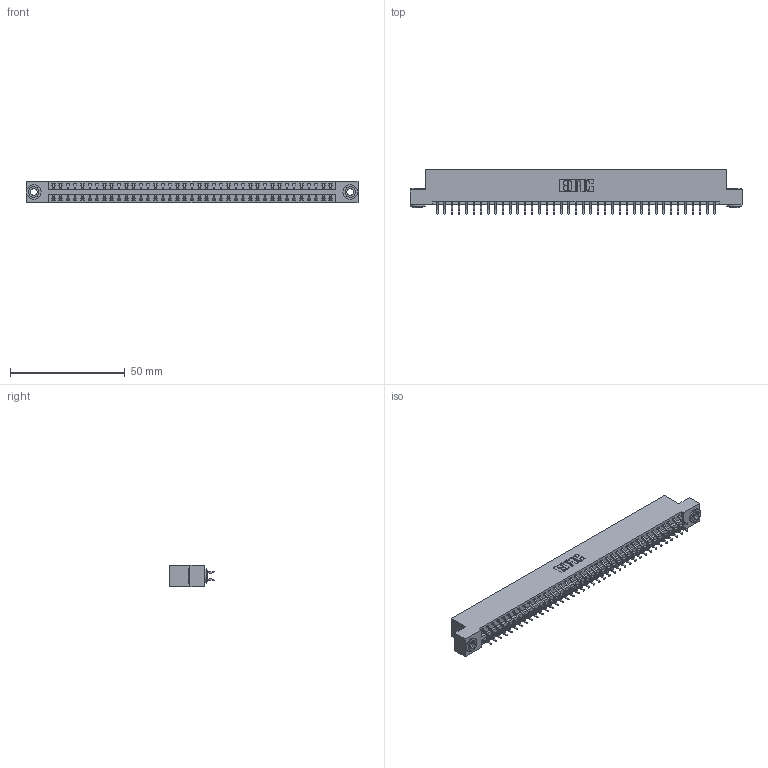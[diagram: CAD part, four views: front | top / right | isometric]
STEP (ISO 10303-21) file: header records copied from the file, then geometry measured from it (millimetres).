
FILE_DESCRIPTION (( 'STEP AP203' ), '1' );
FILE_NAME ('346-078-556-203.STEP', '2022-05-25T14:29:19', ( '' ), ( '' ), 'SwSTEP 2.0', 'SolidWorks 2020', '' );
FILE_SCHEMA (( 'CONFIG_CONTROL_DESIGN' ));
Length unit declared in the file: inch
Products named in the file (4): 346 Part_Flush Mounting Lugs - 0.156 Dia-TH; 345-292-001_556 Tail; 346-078-556-203; 345-250-002_345-250-002-102
Assembly tree (81 placements, depth 2):
  346-078-556-203
    346 Part_Flush Mounting Lugs - 0.156 Dia-TH
    345-292-001_556 Tail  x78
    345-250-002_345-250-002-102  x2
Bounding box: 144.4 x 19.57 x 9.4 mm (x, y, z)
Volume: 14055.6 mm3; surface area: 19449.5 mm2
Topology: 81 solids, 81 shells, 4698 faces, 13935 edges, 9182 vertices
Faces by surface type: plane 3142, cylinder 1548, cone 8
Entity records: 27142 total; most frequent: CARTESIAN_POINT 4473, ORIENTED_EDGE 4386, DIRECTION 4011, EDGE_CURVE 2193, LINE 1873, VECTOR 1873, VERTEX_POINT 1458, AXIS2_PLACEMENT_3D 1069
